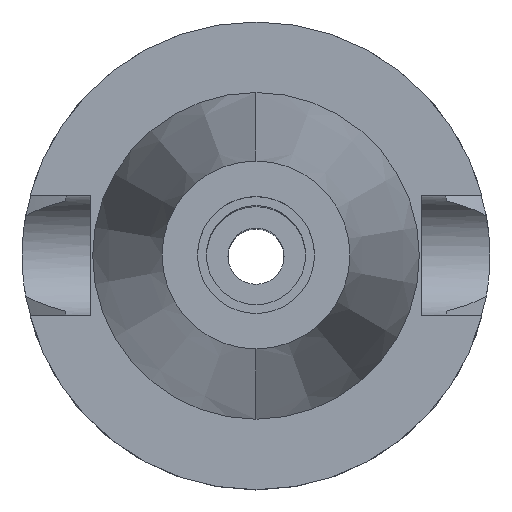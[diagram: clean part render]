
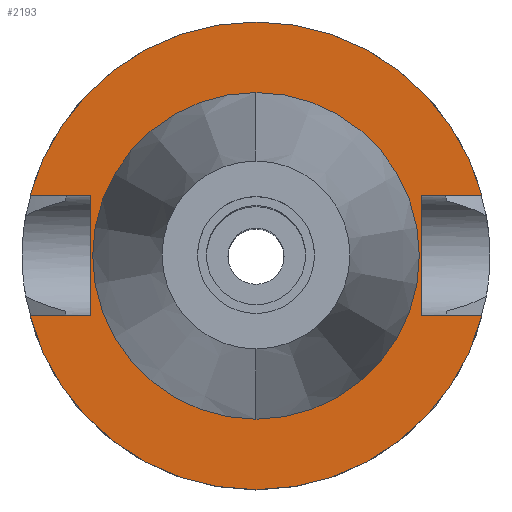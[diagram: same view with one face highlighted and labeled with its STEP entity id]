
A CAD part, top view. The second image highlights one B-rep face of the part: STEP entity #2193.
In plain terms, the highlighted planar face has unit normal (0, 0, 1).
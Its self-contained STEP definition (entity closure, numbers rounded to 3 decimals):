
#837=DIRECTION('',(1.,0.,0.));
#838=VECTOR('',#837,12.921);
#839=CARTESIAN_POINT('',(35.4,12.85,-1.5));
#840=LINE('',#839,#838);
#884=DIRECTION('',(0.,1.,0.));
#885=VECTOR('',#884,25.7);
#886=CARTESIAN_POINT('',(-35.4,-12.85,-1.5));
#887=LINE('',#886,#885);
#891=DIRECTION('',(-1.,0.,0.));
#892=VECTOR('',#891,12.921);
#893=CARTESIAN_POINT('',(-35.4,12.85,-1.5));
#894=LINE('',#893,#892);
#898=CARTESIAN_POINT('',(0.,0.,-1.5));
#899=DIRECTION('',(0.,0.,-1.));
#900=DIRECTION('',(-0.966,0.257,0.));
#901=AXIS2_PLACEMENT_3D('',#898,#899,#900);
#906=CARTESIAN_POINT('',(0.,0.,-1.5));
#907=DIRECTION('',(0.,0.,-1.));
#908=DIRECTION('',(0.,1.,0.));
#909=AXIS2_PLACEMENT_3D('',#906,#907,#908);
#914=DIRECTION('',(0.,-1.,0.));
#915=VECTOR('',#914,25.7);
#916=CARTESIAN_POINT('',(35.4,12.85,-1.5));
#917=LINE('',#916,#915);
#921=DIRECTION('',(1.,0.,0.));
#922=VECTOR('',#921,12.921);
#923=CARTESIAN_POINT('',(35.4,-12.85,-1.5));
#924=LINE('',#923,#922);
#928=CARTESIAN_POINT('',(0.,0.,-1.5));
#929=DIRECTION('',(0.,0.,-1.));
#930=DIRECTION('',(0.966,-0.257,0.));
#931=AXIS2_PLACEMENT_3D('',#928,#929,#930);
#936=CARTESIAN_POINT('',(0.,0.,-1.5));
#937=DIRECTION('',(0.,0.,-1.));
#938=DIRECTION('',(0.,-1.,0.));
#939=AXIS2_PLACEMENT_3D('',#936,#937,#938);
#944=CARTESIAN_POINT('',(0.,0.,-1.5));
#945=DIRECTION('',(0.,0.,1.));
#946=DIRECTION('',(0.,-1.,0.));
#947=AXIS2_PLACEMENT_3D('',#944,#945,#946);
#952=CARTESIAN_POINT('',(0.,0.,-1.5));
#953=DIRECTION('',(0.,0.,1.));
#954=DIRECTION('',(0.,1.,0.));
#955=AXIS2_PLACEMENT_3D('',#952,#953,#954);
#990=DIRECTION('',(-1.,0.,0.));
#991=VECTOR('',#990,12.921);
#992=CARTESIAN_POINT('',(-35.4,-12.85,-1.5));
#993=LINE('',#992,#991);
#1372=CARTESIAN_POINT('',(-35.4,-12.85,-1.5));
#1373=VERTEX_POINT('',#1372);
#1374=CARTESIAN_POINT('',(-48.321,-12.85,-1.5));
#1375=VERTEX_POINT('',#1374);
#1378=CARTESIAN_POINT('',(-35.4,12.85,-1.5));
#1379=VERTEX_POINT('',#1378);
#1380=CARTESIAN_POINT('',(-48.321,12.85,-1.5));
#1381=VERTEX_POINT('',#1380);
#1382=CARTESIAN_POINT('',(0.,50.,-1.5));
#1383=CARTESIAN_POINT('',(48.321,12.85,-1.5));
#1384=VERTEX_POINT('',#1382);
#1385=VERTEX_POINT('',#1383);
#1386=CARTESIAN_POINT('',(35.4,12.85,-1.5));
#1387=VERTEX_POINT('',#1386);
#1388=CARTESIAN_POINT('',(35.4,-12.85,-1.5));
#1389=VERTEX_POINT('',#1388);
#1390=CARTESIAN_POINT('',(48.321,-12.85,-1.5));
#1391=VERTEX_POINT('',#1390);
#1392=CARTESIAN_POINT('',(0.,-50.,-1.5));
#1393=VERTEX_POINT('',#1392);
#1394=CARTESIAN_POINT('',(0.,-34.925,-1.5));
#1395=CARTESIAN_POINT('',(0.,34.925,-1.5));
#1396=VERTEX_POINT('',#1394);
#1397=VERTEX_POINT('',#1395);
#2162=CARTESIAN_POINT('',(0.,0.,-1.5));
#2163=DIRECTION('',(0.,0.,-1.));
#2164=DIRECTION('',(0.,-1.,0.));
#2165=AXIS2_PLACEMENT_3D('',#2162,#2163,#2164);
#2166=PLANE('',#2165);
#2168=ORIENTED_EDGE('',*,*,#2167,.T.);
#2170=ORIENTED_EDGE('',*,*,#2169,.T.);
#2172=ORIENTED_EDGE('',*,*,#2171,.T.);
#2174=ORIENTED_EDGE('',*,*,#2173,.T.);
#2175=ORIENTED_EDGE('',*,*,#2138,.F.);
#2176=ORIENTED_EDGE('',*,*,#2152,.T.);
#2178=ORIENTED_EDGE('',*,*,#2177,.T.);
#2180=ORIENTED_EDGE('',*,*,#2179,.T.);
#2182=ORIENTED_EDGE('',*,*,#2181,.T.);
#2184=ORIENTED_EDGE('',*,*,#2183,.F.);
#2185=EDGE_LOOP('',(#2168,#2170,#2172,#2174,#2175,#2176,#2178,#2180,#2182,
#2184));
#2186=FACE_OUTER_BOUND('',#2185,.F.);
#2188=ORIENTED_EDGE('',*,*,#2187,.T.);
#2190=ORIENTED_EDGE('',*,*,#2189,.T.);
#2191=EDGE_LOOP('',(#2188,#2190));
#2192=FACE_BOUND('',#2191,.F.);
#902=CIRCLE('',#901,50.);
#910=CIRCLE('',#909,50.);
#932=CIRCLE('',#931,50.);
#940=CIRCLE('',#939,50.);
#948=CIRCLE('',#947,34.925);
#956=CIRCLE('',#955,34.925);
#2138=EDGE_CURVE('',#1387,#1385,#840,.T.);
#2152=EDGE_CURVE('',#1387,#1389,#917,.T.);
#2167=EDGE_CURVE('',#1373,#1379,#887,.T.);
#2169=EDGE_CURVE('',#1379,#1381,#894,.T.);
#2171=EDGE_CURVE('',#1381,#1384,#902,.T.);
#2173=EDGE_CURVE('',#1384,#1385,#910,.T.);
#2177=EDGE_CURVE('',#1389,#1391,#924,.T.);
#2179=EDGE_CURVE('',#1391,#1393,#932,.T.);
#2181=EDGE_CURVE('',#1393,#1375,#940,.T.);
#2183=EDGE_CURVE('',#1373,#1375,#993,.T.);
#2187=EDGE_CURVE('',#1396,#1397,#948,.T.);
#2189=EDGE_CURVE('',#1397,#1396,#956,.T.);
#2193=ADVANCED_FACE('',(#2186,#2192),#2166,.F.);
